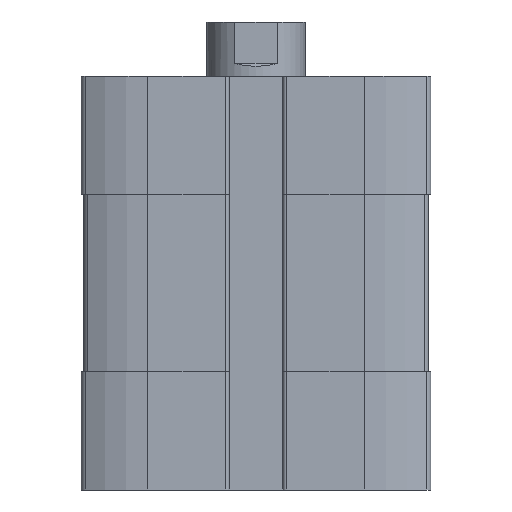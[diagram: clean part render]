
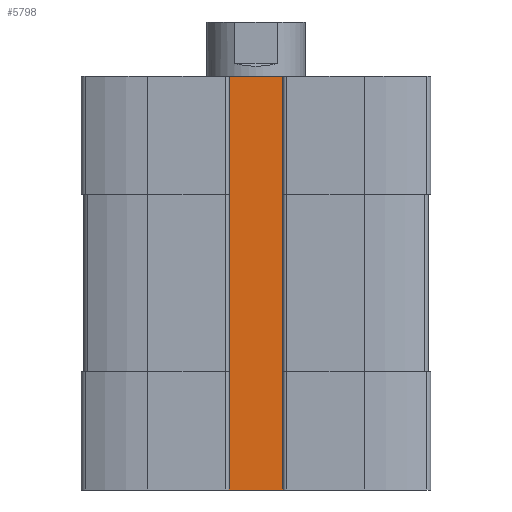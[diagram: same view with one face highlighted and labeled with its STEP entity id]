
A CAD part, front view. The second image highlights one B-rep face of the part: STEP entity #5798.
In plain terms, the highlighted planar face has unit normal (0, -1, 0).
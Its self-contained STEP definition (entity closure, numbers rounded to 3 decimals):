
#45=PLANE('',#6280);
#492=LINE('',#9231,#944);
#493=LINE('',#9233,#945);
#494=LINE('',#9235,#946);
#495=LINE('',#9237,#947);
#944=VECTOR('',#7203,1000.);
#945=VECTOR('',#7206,1000.);
#946=VECTOR('',#7207,1000.);
#947=VECTOR('',#7208,1000.);
#1606=ORIENTED_EDGE('',*,*,#3266,.F.);
#1607=ORIENTED_EDGE('',*,*,#3265,.F.);
#1608=ORIENTED_EDGE('',*,*,#3267,.T.);
#1609=ORIENTED_EDGE('',*,*,#3268,.T.);
#3265=EDGE_CURVE('',#4068,#4067,#492,.T.);
#3266=EDGE_CURVE('',#4067,#4069,#493,.T.);
#3267=EDGE_CURVE('',#4068,#4070,#494,.T.);
#3268=EDGE_CURVE('',#4070,#4069,#495,.T.);
#4067=VERTEX_POINT('',#9228);
#4068=VERTEX_POINT('',#9230);
#4069=VERTEX_POINT('',#9234);
#4070=VERTEX_POINT('',#9236);
#4819=EDGE_LOOP('',(#1606,#1607,#1608,#1609));
#5265=FACE_BOUND('',#4819,.T.);
#5798=ADVANCED_FACE('',(#5265),#45,.T.);
#6280=AXIS2_PLACEMENT_3D('',#9232,#7204,#7205);
#7203=DIRECTION('',(0.,0.,1.));
#7204=DIRECTION('',(0.,-1.,0.));
#7205=DIRECTION('',(0.,0.,-1.));
#7206=DIRECTION('',(1.,0.,0.));
#7207=DIRECTION('',(1.,0.,0.));
#7208=DIRECTION('',(0.,0.,1.));
#9228=CARTESIAN_POINT('',(-3.,-11.9,0.));
#9230=CARTESIAN_POINT('',(-3.,-11.9,-42.));
#9231=CARTESIAN_POINT('',(-3.,-11.9,-42.));
#9232=CARTESIAN_POINT('',(-3.,-11.9,-42.));
#9233=CARTESIAN_POINT('',(-3.,-11.9,0.));
#9234=CARTESIAN_POINT('',(3.,-11.9,0.));
#9235=CARTESIAN_POINT('',(-3.,-11.9,-42.));
#9236=CARTESIAN_POINT('',(3.,-11.9,-42.));
#9237=CARTESIAN_POINT('',(3.,-11.9,-42.));
